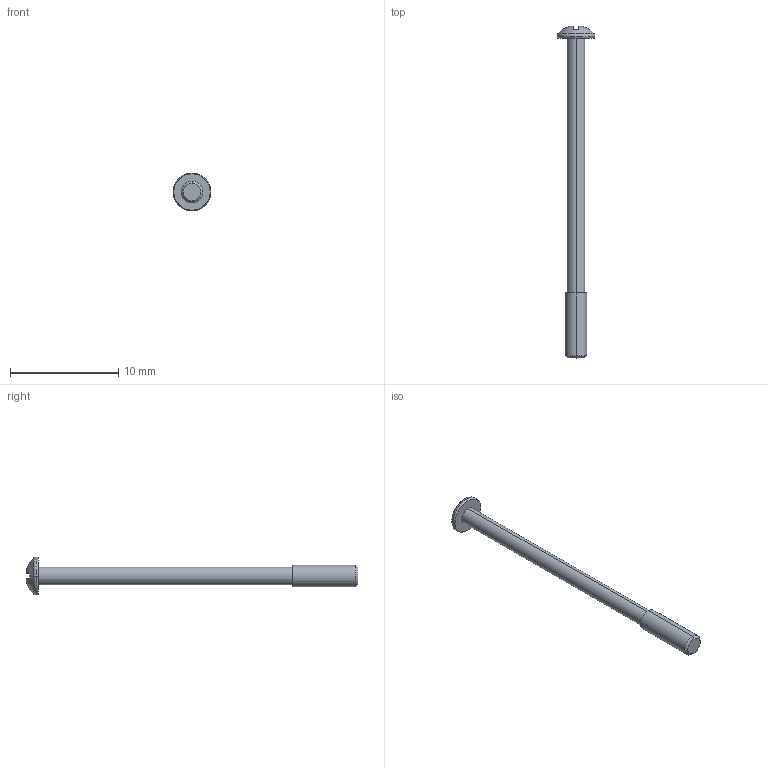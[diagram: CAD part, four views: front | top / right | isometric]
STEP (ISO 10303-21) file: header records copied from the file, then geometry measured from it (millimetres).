
FILE_DESCRIPTION (( 'STEP AP203' ), '1' );
FILE_NAME ('DX124_SCREW-COVER____Défaut_sldprt.STEP', '2020-08-31T14:55:53', ( '' ), ( '' ), 'SwSTEP 2.0', 'SolidWorks 2020', '' );
FILE_SCHEMA (( 'CONFIG_CONTROL_DESIGN' ));
Length unit declared in the file: millimetre
Products named in the file (1): DX124_SCREW-COVER____Défaut_sldprt
Bounding box: 3.5 x 30.64 x 3.5 mm (x, y, z)
Volume: 72.6 mm3; surface area: 185.1 mm2
Topology: 1 solids, 1 shells, 32 faces, 77 edges, 50 vertices
Faces by surface type: cylinder 13, plane 12, bspline 5, cone 2
Entity records: 1111 total; most frequent: CARTESIAN_POINT 283, DIRECTION 163, ORIENTED_EDGE 154, EDGE_CURVE 77, AXIS2_PLACEMENT_3D 66, VERTEX_POINT 50, CIRCLE 38, EDGE_LOOP 35
